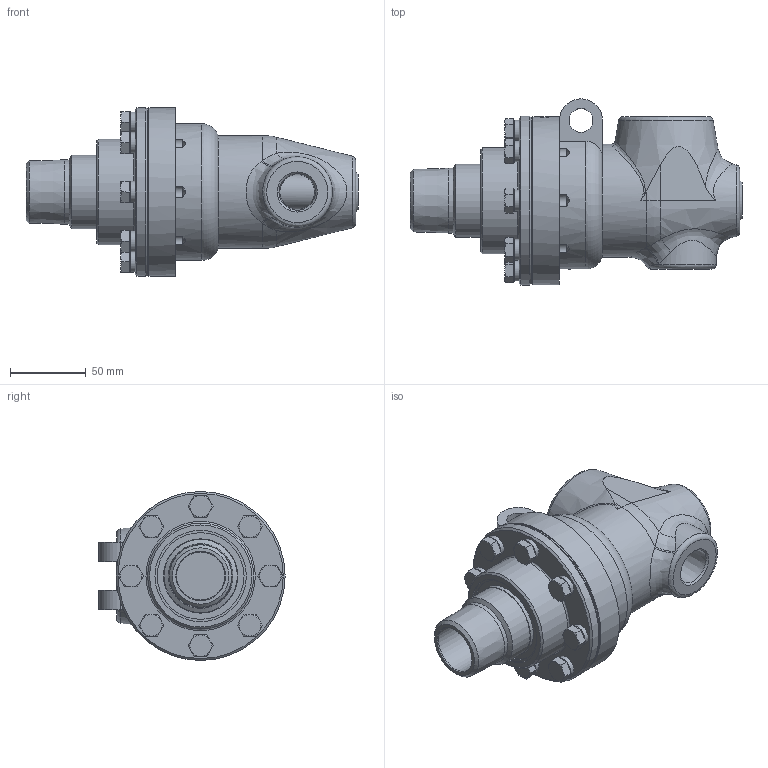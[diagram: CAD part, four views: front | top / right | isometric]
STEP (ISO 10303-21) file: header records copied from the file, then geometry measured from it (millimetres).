
FILE_DESCRIPTION(/* description */ (''),/* implementation_level */ '2;1');
FILE_NAME(/* name */ 'BC-54000-20-51B-IC.stp',/* time_stamp */ '2020-05-18T15:34:44-05:00',/* author */ ('Moorera'),/* organization */ (''),/* preprocessor_version */ 'ST-DEVELOPER v18.1',/* originating_system */ 'Autodesk Inventor 2020',/* authorisation */ '');
FILE_SCHEMA (('AUTOMOTIVE_DESIGN { 1 0 10303 214 3 1 1 }'));
Products named in the file (1): BC-54000-20-51B-IC
Bounding box: 219.6 x 123.19 x 111.76 mm (x, y, z)
Volume: 949918.7 mm3; surface area: 101974.6 mm2
Topology: 1 solids, 1 shells, 734 faces, 1907 edges, 1239 vertices
Faces by surface type: plane 310, bspline 207, cylinder 120, cone 89, torus 6, sphere 2
Full cylindrical faces by diameter (mm): 7.798 x8, 9.525 x8, 10.668 x8, 10.922 x8, 14.275 x8, 15.748 x2, 23.012 x1, 23.31 x1, 31.8 x1, 37.49 x1, 42.793 x1, 48.5 x1, 49.18 x1, 57.382 x1, 60.401 x1, 70.104 x1, 74.676 x1, 109.982 x1, 111.252 x1, 111.76 x1
Entity records: 68832 total; most frequent: CARTESIAN_POINT 51349, ORIENTED_EDGE 3814, DIRECTION 3166, EDGE_CURVE 1907, VERTEX_POINT 1239, AXIS2_PLACEMENT_3D 1215, EDGE_LOOP 822, LINE 736
